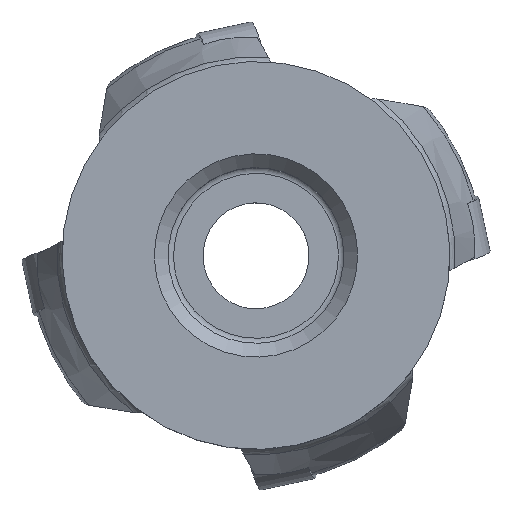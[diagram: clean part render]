
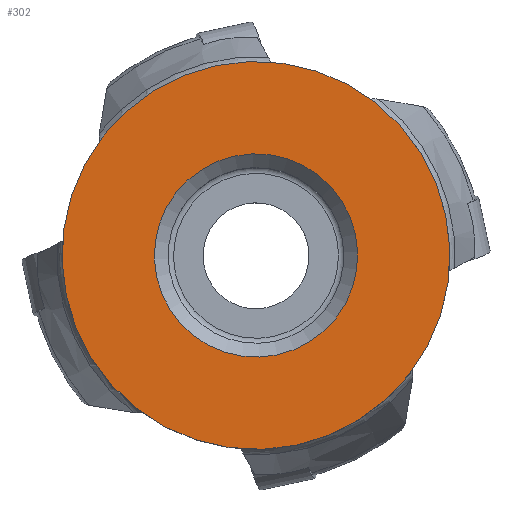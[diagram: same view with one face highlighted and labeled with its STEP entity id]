
A CAD part, top view. The second image highlights one B-rep face of the part: STEP entity #302.
In plain terms, the highlighted planar face has unit normal (0, 0, 1).
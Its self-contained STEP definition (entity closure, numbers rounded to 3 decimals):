
#115=FACE_BOUND('',#473,.T.);
#116=FACE_BOUND('',#474,.T.);
#182=PLANE('',#1681);
#302=ADVANCED_FACE('CU_BCK',(#115,#116),#182,.T.);
#473=EDGE_LOOP('',(#763));
#474=EDGE_LOOP('',(#764));
#583=CIRCLE('',#1679,11.03);
#584=CIRCLE('',#1680,21.05);
#763=ORIENTED_EDGE('',*,*,#1311,.F.);
#764=ORIENTED_EDGE('',*,*,#1312,.F.);
#1147=VERTEX_POINT('',#2700);
#1148=VERTEX_POINT('',#2702);
#1311=EDGE_CURVE('',#1147,#1147,#583,.T.);
#1312=EDGE_CURVE('',#1148,#1148,#584,.T.);
#1679=AXIS2_PLACEMENT_3D('',#2699,#1941,#1942);
#1680=AXIS2_PLACEMENT_3D('',#2701,#1943,#1944);
#1681=AXIS2_PLACEMENT_3D('',#2703,#1945,#1946);
#1941=DIRECTION('',(0.,0.,1.));
#1942=DIRECTION('',(-0.208,0.978,0.));
#1943=DIRECTION('',(0.,0.,-1.));
#1944=DIRECTION('',(-0.208,0.978,0.));
#1945=DIRECTION('',(0.,0.,1.));
#1946=DIRECTION('',(-0.208,0.978,0.));
#2699=CARTESIAN_POINT('',(0.,0.,0.));
#2700=CARTESIAN_POINT('',(-2.293,10.789,0.));
#2701=CARTESIAN_POINT('',(0.,0.,0.));
#2702=CARTESIAN_POINT('',(-4.377,20.59,0.));
#2703=CARTESIAN_POINT('',(-21.05,0.,0.));
